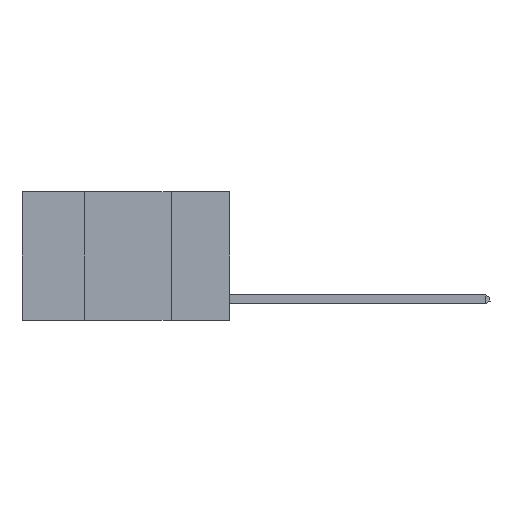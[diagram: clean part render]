
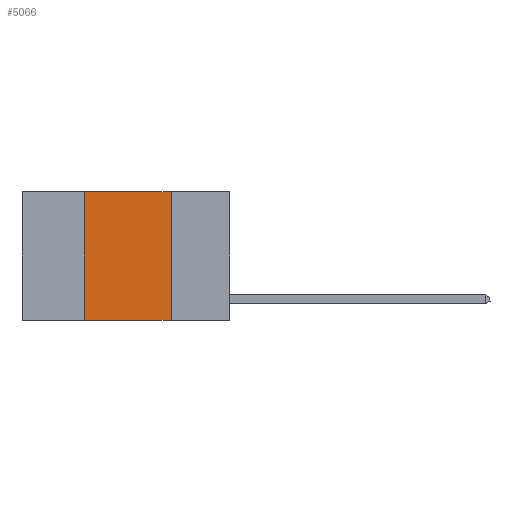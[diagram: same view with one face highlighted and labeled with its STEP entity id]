
A CAD part, left-side view. The second image highlights one B-rep face of the part: STEP entity #5066.
In plain terms, the highlighted planar face has unit normal (-1, 0, 0).
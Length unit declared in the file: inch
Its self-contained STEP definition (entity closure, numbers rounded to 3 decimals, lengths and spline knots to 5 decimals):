
#11 = DIRECTION ( 'NONE',  ( 0., 0., -1. ) ) ;
#298 = LINE ( 'NONE', #1414, #4726 ) ;
#367 = EDGE_CURVE ( 'NONE', #10470, #1740, #9935, .T. ) ;
#597 = EDGE_LOOP ( 'NONE', ( #2163, #2698, #5625, #1698 ) ) ;
#620 = DIRECTION ( 'NONE',  ( 0., 0., -1. ) ) ;
#1414 = CARTESIAN_POINT ( 'NONE',  ( 0., 0.42, 0. ) ) ;
#1698 = ORIENTED_EDGE ( 'NONE', *, *, #367, .T. ) ;
#1740 = VERTEX_POINT ( 'NONE', #7921 ) ;
#1804 = CARTESIAN_POINT ( 'NONE',  ( 0., 0.6, 0. ) ) ;
#1814 = EDGE_CURVE ( 'NONE', #2968, #10372, #4392, .T. ) ;
#2073 = VECTOR ( 'NONE', #6389, 39.37008 ) ;
#2163 = ORIENTED_EDGE ( 'NONE', *, *, #10411, .F. ) ;
#2320 = DIRECTION ( 'NONE',  ( 0., 0., 1. ) ) ;
#2698 = ORIENTED_EDGE ( 'NONE', *, *, #1814, .F. ) ;
#2897 = LINE ( 'NONE', #10904, #7619 ) ;
#2968 = VERTEX_POINT ( 'NONE', #3659 ) ;
#3187 = CARTESIAN_POINT ( 'NONE',  ( 0., 0.17, 0. ) ) ;
#3335 = VECTOR ( 'NONE', #9363, 39.37008 ) ;
#3341 = CARTESIAN_POINT ( 'NONE',  ( 0., 0.42, -0.37 ) ) ;
#3659 = CARTESIAN_POINT ( 'NONE',  ( 0., 0.42, 0. ) ) ;
#4392 = LINE ( 'NONE', #6206, #2073 ) ;
#4394 = PLANE ( 'NONE',  #6521 ) ;
#4726 = VECTOR ( 'NONE', #2320, 39.37008 ) ;
#5066 = ADVANCED_FACE ( 'NONE', ( #6146 ), #4394, .F. ) ;
#5346 = DIRECTION ( 'NONE',  ( 1., 0., 0. ) ) ;
#5625 = ORIENTED_EDGE ( 'NONE', *, *, #9120, .F. ) ;
#6146 = FACE_OUTER_BOUND ( 'NONE', #597, .T. ) ;
#6206 = CARTESIAN_POINT ( 'NONE',  ( 0., 0.6, 0. ) ) ;
#6389 = DIRECTION ( 'NONE',  ( 0., -1., 0. ) ) ;
#6521 = AXIS2_PLACEMENT_3D ( 'NONE', #1804, #5346, #11 ) ;
#7367 = CARTESIAN_POINT ( 'NONE',  ( 0., 0.6, -0.37 ) ) ;
#7619 = VECTOR ( 'NONE', #620, 39.37008 ) ;
#7921 = CARTESIAN_POINT ( 'NONE',  ( 0., 0.17, -0.37 ) ) ;
#9120 = EDGE_CURVE ( 'NONE', #10470, #2968, #298, .T. ) ;
#9363 = DIRECTION ( 'NONE',  ( 0., -1., 0. ) ) ;
#9935 = LINE ( 'NONE', #7367, #3335 ) ;
#10372 = VERTEX_POINT ( 'NONE', #3187 ) ;
#10411 = EDGE_CURVE ( 'NONE', #10372, #1740, #2897, .T. ) ;
#10470 = VERTEX_POINT ( 'NONE', #3341 ) ;
#10904 = CARTESIAN_POINT ( 'NONE',  ( 0., 0.17, 0. ) ) ;
